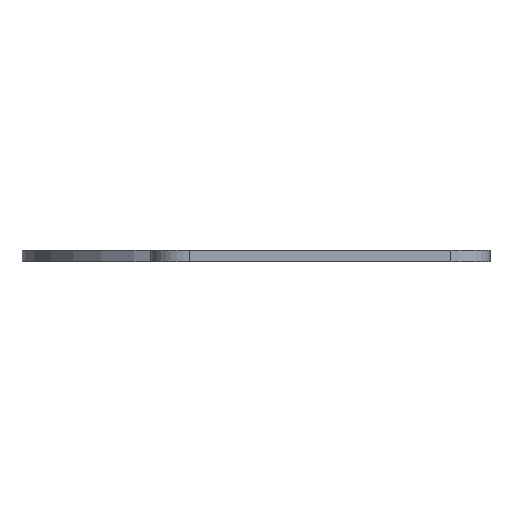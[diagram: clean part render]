
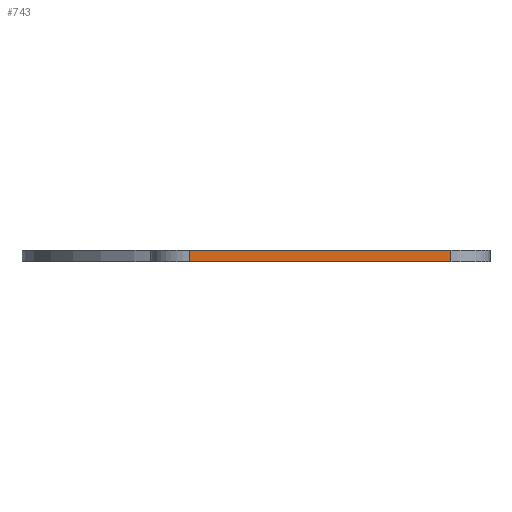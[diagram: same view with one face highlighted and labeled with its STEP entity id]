
A CAD part, front view. The second image highlights one B-rep face of the part: STEP entity #743.
In plain terms, the highlighted planar face has unit normal (0, -1, 0).
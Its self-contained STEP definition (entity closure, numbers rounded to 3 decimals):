
#69=PLANE('',#848);
#93=FACE_OUTER_BOUND('',#152,.T.);
#152=EDGE_LOOP('',(#608,#609,#610,#611));
#210=LINE('',#1210,#251);
#213=LINE('',#1221,#254);
#216=LINE('',#1252,#257);
#218=LINE('',#1255,#259);
#251=VECTOR('',#993,10.);
#254=VECTOR('',#1004,10.);
#257=VECTOR('',#1037,10.);
#259=VECTOR('',#1041,10.);
#364=VERTEX_POINT('',#1203);
#367=VERTEX_POINT('',#1208);
#371=VERTEX_POINT('',#1219);
#384=VERTEX_POINT('',#1250);
#448=EDGE_CURVE('',#367,#364,#210,.T.);
#454=EDGE_CURVE('',#371,#367,#213,.T.);
#469=EDGE_CURVE('',#384,#371,#216,.T.);
#471=EDGE_CURVE('',#364,#384,#218,.T.);
#608=ORIENTED_EDGE('',*,*,#448,.F.);
#609=ORIENTED_EDGE('',*,*,#454,.F.);
#610=ORIENTED_EDGE('',*,*,#469,.F.);
#611=ORIENTED_EDGE('',*,*,#471,.F.);
#743=ADVANCED_FACE('',(#93),#69,.T.);
#848=AXIS2_PLACEMENT_3D('',#1254,#1039,#1040);
#993=DIRECTION('',(0.,0.,1.));
#1004=DIRECTION('',(-1.,0.,0.));
#1037=DIRECTION('',(0.,0.,-1.));
#1039=DIRECTION('center_axis',(0.,-1.,0.));
#1040=DIRECTION('ref_axis',(1.,0.,0.));
#1041=DIRECTION('',(1.,0.,0.));
#1203=CARTESIAN_POINT('',(-16.965,-190.,3.));
#1208=CARTESIAN_POINT('',(-16.965,-190.,0.));
#1210=CARTESIAN_POINT('',(-16.965,-190.,0.));
#1219=CARTESIAN_POINT('',(50.,-190.,0.));
#1221=CARTESIAN_POINT('',(60.,-190.,0.));
#1250=CARTESIAN_POINT('',(50.,-190.,3.));
#1252=CARTESIAN_POINT('',(50.,-190.,0.));
#1254=CARTESIAN_POINT('Origin',(-30.,-190.,0.));
#1255=CARTESIAN_POINT('',(60.,-190.,3.));
